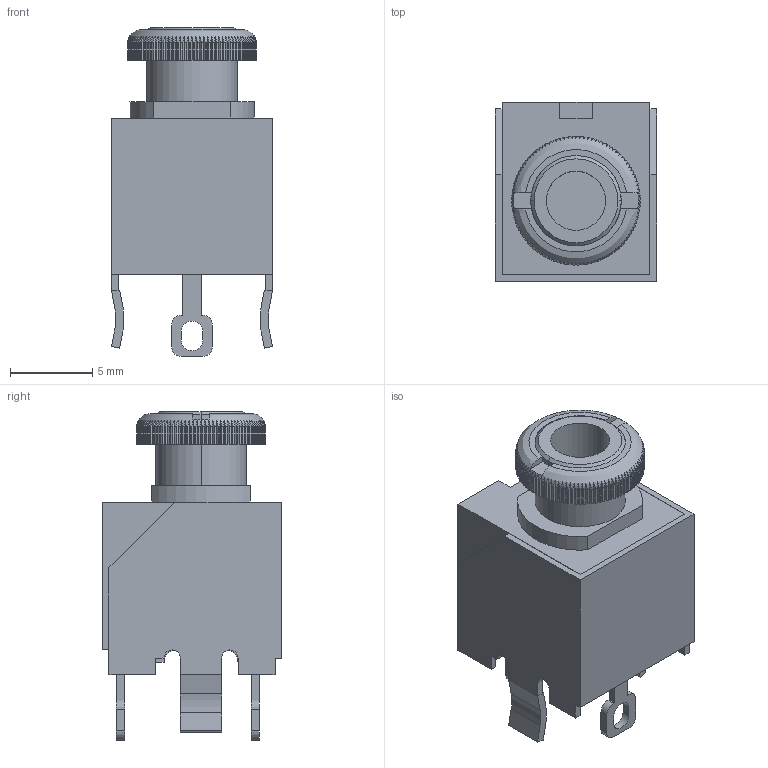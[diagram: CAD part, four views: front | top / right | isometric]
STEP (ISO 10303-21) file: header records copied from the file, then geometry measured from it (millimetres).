
FILE_DESCRIPTION (( 'STEP AP214' ), '1' );
FILE_NAME ('User Library-PJ-301BM mono jack.STEP', '2020-06-13T21:14:59', ( '' ), ( '' ), 'SwSTEP 2.0', 'SolidWorks 2019', '' );
FILE_SCHEMA (( 'AUTOMOTIVE_DESIGN' ));
Length unit declared in the file: millimetre
Products named in the file (10): Neck; Pin_GND_Right; Pin1; SteelJacket; NutFinal; Sleeve; BlackBody; User Library-PJ-301BM mono jack; Pin2; Pin_GND_Left
Assembly tree (9 placements, depth 2):
  User Library-PJ-301BM mono jack
    Neck
    BlackBody
    Sleeve
    Pin1
    Pin2
    Pin_GND_Left
    Pin_GND_Right
    NutFinal
    SteelJacket
Bounding box: 9.8 x 10.9 x 20 mm (x, y, z)
Volume: 1099.1 mm3; surface area: 1619.9 mm2
Topology: 9 solids, 9 shells, 432 faces, 1239 edges, 824 vertices
Faces by surface type: plane 295, cylinder 133, cone 2, bspline 2
Entity records: 19475 total; most frequent: CARTESIAN_POINT 3187, ORIENTED_EDGE 2478, DIRECTION 2195, EDGE_CURVE 1239, VERTEX_POINT 824, LINE 755, VECTOR 755, AXIS2_PLACEMENT_3D 720
